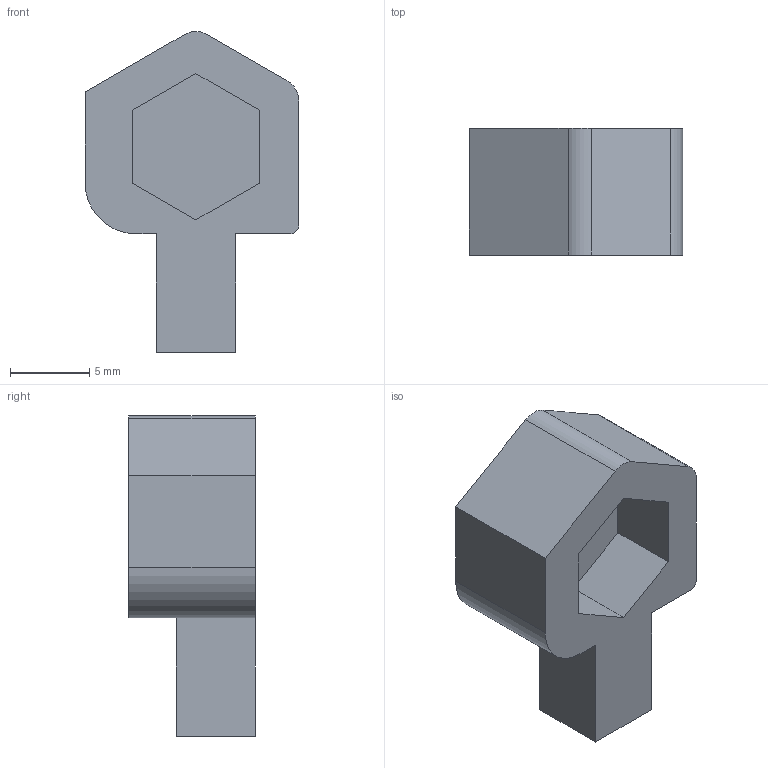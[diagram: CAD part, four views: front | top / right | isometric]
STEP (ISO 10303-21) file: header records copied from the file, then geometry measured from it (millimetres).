
FILE_DESCRIPTION(/* description */ (''),/* implementation_level */ '2;1');
FILE_NAME(/* name */ 'X-end_stepper_M5_anti_wobble.step',/* time_stamp */ '2020-01-25T06:15:22+01:00',/* author */ (''),/* organization */ (''),/* preprocessor_version */ 'ST-DEVELOPER v18',/* originating_system */ 'Autodesk Translation Framework v8.12.0.6',/* authorisation */ '');
FILE_SCHEMA (('AUTOMOTIVE_DESIGN { 1 0 10303 214 3 1 1 }'));
Length unit declared in the file: millimetre
Products named in the file (3): P3 Steel MKO; X-End; X-End Stepper
Assembly tree (2 placements, depth 3):
  P3 Steel MKO
    X-End
      X-End Stepper
Bounding box: 13.5 x 8 x 20.27 mm (x, y, z)
Volume: 1027.2 mm3; surface area: 987.9 mm2
Topology: 1 solids, 1 shells, 24 faces, 62 edges, 42 vertices
Faces by surface type: plane 19, cylinder 5
Full cylindrical faces by diameter (mm): 6 x1
Entity records: 882 total; most frequent: DIRECTION 134, CARTESIAN_POINT 134, ORIENTED_EDGE 124, EDGE_CURVE 62, LINE 50, VECTOR 50, VERTEX_POINT 42, AXIS2_PLACEMENT_3D 42
